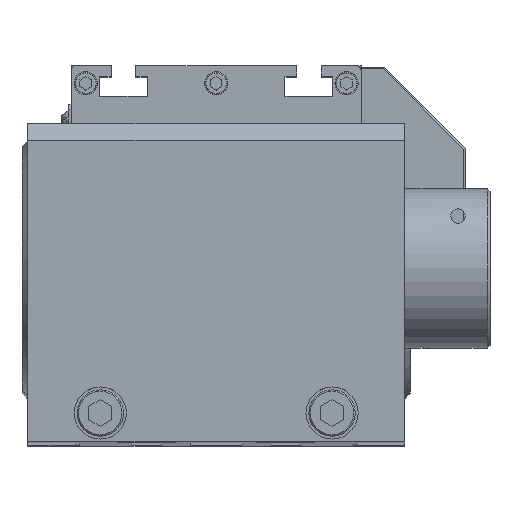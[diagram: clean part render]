
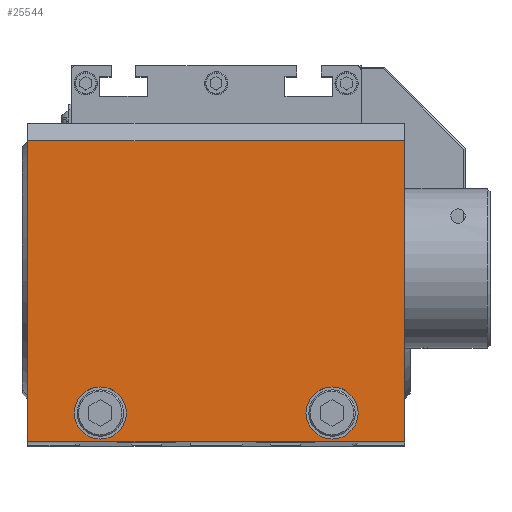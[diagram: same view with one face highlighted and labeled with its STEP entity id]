
A CAD part, top view. The second image highlights one B-rep face of the part: STEP entity #25544.
In plain terms, the highlighted face is planar.
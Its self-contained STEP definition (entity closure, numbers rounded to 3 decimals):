
#28 = VERTEX_POINT ( 'NONE', #10337 ) ;
#76 = VERTEX_POINT ( 'NONE', #668 ) ;
#668 = CARTESIAN_POINT ( 'NONE',  ( -49., 10., -110. ) ) ;
#1172 = CARTESIAN_POINT ( 'NONE',  ( -40., 10., -110. ) ) ;
#3105 = CIRCLE ( 'NONE', #5550, 9. ) ;
#3464 = VECTOR ( 'NONE', #16368, 1000. ) ;
#3652 = VERTEX_POINT ( 'NONE', #22246 ) ;
#3791 = CARTESIAN_POINT ( 'NONE',  ( 65., 0., -110. ) ) ;
#4009 = CARTESIAN_POINT ( 'NONE',  ( -65., 0., -110. ) ) ;
#4362 = FACE_BOUND ( 'NONE', #17300, .T. ) ;
#4917 = FACE_BOUND ( 'NONE', #20408, .T. ) ;
#4952 = ORIENTED_EDGE ( 'NONE', *, *, #20447, .F. ) ;
#5550 = AXIS2_PLACEMENT_3D ( 'NONE', #17737, #40727, #13952 ) ;
#6199 = EDGE_CURVE ( 'NONE', #16296, #33247, #30758, .T. ) ;
#8312 = DIRECTION ( 'NONE',  ( 0., 0., -1. ) ) ;
#8611 = CARTESIAN_POINT ( 'NONE',  ( -40., 10., -110. ) ) ;
#9148 = DIRECTION ( 'NONE',  ( -1., 0., 0. ) ) ;
#9335 = VERTEX_POINT ( 'NONE', #29891 ) ;
#9711 = CIRCLE ( 'NONE', #11976, 9. ) ;
#10230 = PLANE ( 'NONE',  #26265 ) ;
#10337 = CARTESIAN_POINT ( 'NONE',  ( 49., 10., -110. ) ) ;
#11778 = DIRECTION ( 'NONE',  ( 0., 0., -1. ) ) ;
#11976 = AXIS2_PLACEMENT_3D ( 'NONE', #8611, #8312, #22265 ) ;
#12972 = CARTESIAN_POINT ( 'NONE',  ( 0., 104., -110. ) ) ;
#13952 = DIRECTION ( 'NONE',  ( -1., 0., 0. ) ) ;
#14024 = CIRCLE ( 'NONE', #20289, 9. ) ;
#14089 = ORIENTED_EDGE ( 'NONE', *, *, #17178, .F. ) ;
#14744 = ORIENTED_EDGE ( 'NONE', *, *, #35571, .F. ) ;
#16096 = EDGE_CURVE ( 'NONE', #9335, #28, #14024, .T. ) ;
#16296 = VERTEX_POINT ( 'NONE', #20269 ) ;
#16368 = DIRECTION ( 'NONE',  ( 1., 0., 0. ) ) ;
#16874 = ORIENTED_EDGE ( 'NONE', *, *, #6199, .F. ) ;
#16973 = CIRCLE ( 'NONE', #40746, 9. ) ;
#17178 = EDGE_CURVE ( 'NONE', #76, #30421, #9711, .T. ) ;
#17300 = EDGE_LOOP ( 'NONE', ( #14089, #41421 ) ) ;
#17324 = DIRECTION ( 'NONE',  ( 0., 1., 0. ) ) ;
#17737 = CARTESIAN_POINT ( 'NONE',  ( 40., 10., -110. ) ) ;
#19381 = CARTESIAN_POINT ( 'NONE',  ( -31., 10., -110. ) ) ;
#19897 = VERTEX_POINT ( 'NONE', #24534 ) ;
#20203 = CARTESIAN_POINT ( 'NONE',  ( 0., 0., -110. ) ) ;
#20269 = CARTESIAN_POINT ( 'NONE',  ( -65., 104., -110. ) ) ;
#20289 = AXIS2_PLACEMENT_3D ( 'NONE', #42661, #38723, #9148 ) ;
#20408 = EDGE_LOOP ( 'NONE', ( #31129, #4952 ) ) ;
#20447 = EDGE_CURVE ( 'NONE', #28, #9335, #3105, .T. ) ;
#20823 = VECTOR ( 'NONE', #37186, 1000. ) ;
#22246 = CARTESIAN_POINT ( 'NONE',  ( 65., 104., -110. ) ) ;
#22265 = DIRECTION ( 'NONE',  ( -1., 0., 0. ) ) ;
#24534 = CARTESIAN_POINT ( 'NONE',  ( 65., 0., -110. ) ) ;
#24821 = DIRECTION ( 'NONE',  ( -1., 0., 0. ) ) ;
#25544 = ADVANCED_FACE ( 'NONE', ( #4917, #4362, #42697 ), #10230, .T. ) ;
#25940 = VECTOR ( 'NONE', #17324, 1000. ) ;
#26265 = AXIS2_PLACEMENT_3D ( 'NONE', #20203, #37003, #33205 ) ;
#28623 = VECTOR ( 'NONE', #39604, 1000. ) ;
#29586 = LINE ( 'NONE', #3791, #25940 ) ;
#29748 = EDGE_CURVE ( 'NONE', #16296, #3652, #42753, .T. ) ;
#29891 = CARTESIAN_POINT ( 'NONE',  ( 31., 10., -110. ) ) ;
#30421 = VERTEX_POINT ( 'NONE', #19381 ) ;
#30758 = LINE ( 'NONE', #33802, #20823 ) ;
#31129 = ORIENTED_EDGE ( 'NONE', *, *, #16096, .F. ) ;
#31862 = EDGE_CURVE ( 'NONE', #30421, #76, #16973, .T. ) ;
#33205 = DIRECTION ( 'NONE',  ( -1., 0., 0. ) ) ;
#33247 = VERTEX_POINT ( 'NONE', #4009 ) ;
#33802 = CARTESIAN_POINT ( 'NONE',  ( -65., 0., -110. ) ) ;
#33838 = LINE ( 'NONE', #42249, #3464 ) ;
#34169 = ORIENTED_EDGE ( 'NONE', *, *, #40309, .F. ) ;
#35571 = EDGE_CURVE ( 'NONE', #19897, #3652, #29586, .T. ) ;
#36609 = ORIENTED_EDGE ( 'NONE', *, *, #29748, .T. ) ;
#37003 = DIRECTION ( 'NONE',  ( 0., 0., -1. ) ) ;
#37186 = DIRECTION ( 'NONE',  ( 0., -1., 0. ) ) ;
#37584 = EDGE_LOOP ( 'NONE', ( #16874, #36609, #14744, #34169 ) ) ;
#38723 = DIRECTION ( 'NONE',  ( 0., 0., -1. ) ) ;
#39604 = DIRECTION ( 'NONE',  ( 1., 0., 0. ) ) ;
#40309 = EDGE_CURVE ( 'NONE', #33247, #19897, #33838, .T. ) ;
#40727 = DIRECTION ( 'NONE',  ( 0., 0., -1. ) ) ;
#40746 = AXIS2_PLACEMENT_3D ( 'NONE', #1172, #11778, #24821 ) ;
#41421 = ORIENTED_EDGE ( 'NONE', *, *, #31862, .F. ) ;
#42249 = CARTESIAN_POINT ( 'NONE',  ( -65., 0., -110. ) ) ;
#42661 = CARTESIAN_POINT ( 'NONE',  ( 40., 10., -110. ) ) ;
#42697 = FACE_OUTER_BOUND ( 'NONE', #37584, .T. ) ;
#42753 = LINE ( 'NONE', #12972, #28623 ) ;
